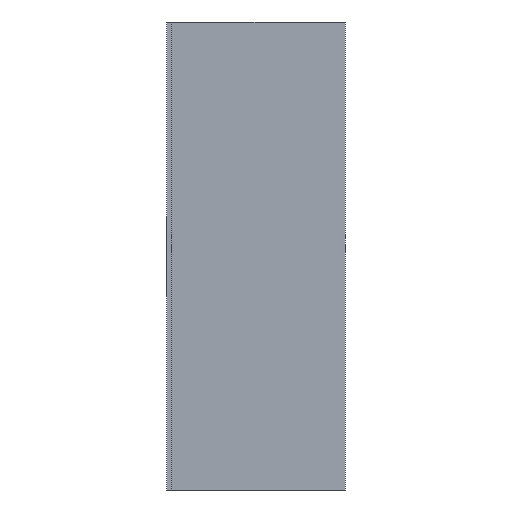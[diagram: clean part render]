
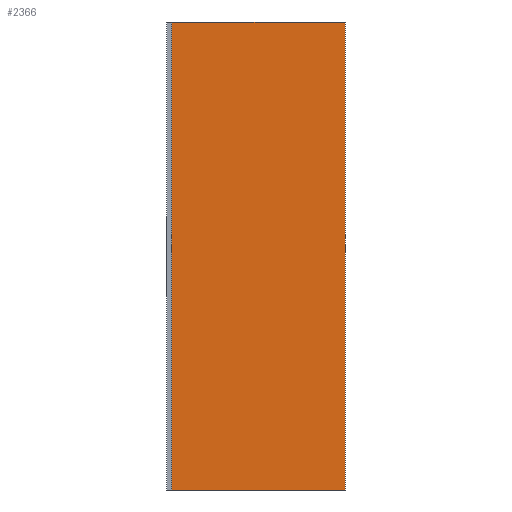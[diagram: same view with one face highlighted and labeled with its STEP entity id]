
A CAD part, left-side view. The second image highlights one B-rep face of the part: STEP entity #2366.
In plain terms, the highlighted planar face has unit normal (-1, 0, 0).
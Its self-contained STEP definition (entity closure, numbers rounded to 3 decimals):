
#90 = FACE_OUTER_BOUND ( 'NONE', #1054, .T. ) ;
#183 = ORIENTED_EDGE ( 'NONE', *, *, #3274, .F. ) ;
#221 = VERTEX_POINT ( 'NONE', #2204 ) ;
#318 = CARTESIAN_POINT ( 'NONE',  ( -0.041, 0.614, -1.7 ) ) ;
#351 = DIRECTION ( 'NONE',  ( 0., 1., 0. ) ) ;
#367 = CARTESIAN_POINT ( 'NONE',  ( -0.041, 0., -1.7 ) ) ;
#412 = ORIENTED_EDGE ( 'NONE', *, *, #2331, .T. ) ;
#761 = ORIENTED_EDGE ( 'NONE', *, *, #2362, .F. ) ;
#804 = DIRECTION ( 'NONE',  ( 0., 0., 1. ) ) ;
#909 = LINE ( 'NONE', #2263, #3158 ) ;
#994 = LINE ( 'NONE', #2530, #1167 ) ;
#1054 = EDGE_LOOP ( 'NONE', ( #3044, #183, #761, #412 ) ) ;
#1167 = VECTOR ( 'NONE', #1240, 1000. ) ;
#1240 = DIRECTION ( 'NONE',  ( 0., 1., 0. ) ) ;
#1302 = VERTEX_POINT ( 'NONE', #2997 ) ;
#1341 = VECTOR ( 'NONE', #3299, 1000. ) ;
#1369 = LINE ( 'NONE', #1618, #1724 ) ;
#1618 = CARTESIAN_POINT ( 'NONE',  ( -0.041, 0.614, -1.7 ) ) ;
#1678 = CARTESIAN_POINT ( 'NONE',  ( -0.041, 0.614, 0. ) ) ;
#1683 = EDGE_CURVE ( 'NONE', #1302, #2481, #994, .T. ) ;
#1724 = VECTOR ( 'NONE', #804, 1000. ) ;
#1906 = AXIS2_PLACEMENT_3D ( 'NONE', #367, #3410, #2860 ) ;
#1993 = PLANE ( 'NONE',  #1906 ) ;
#2005 = VERTEX_POINT ( 'NONE', #318 ) ;
#2070 = LINE ( 'NONE', #3162, #1341 ) ;
#2204 = CARTESIAN_POINT ( 'NONE',  ( -0.041, -0.018, -1.7 ) ) ;
#2263 = CARTESIAN_POINT ( 'NONE',  ( -0.041, 0., -1.7 ) ) ;
#2331 = EDGE_CURVE ( 'NONE', #221, #1302, #2070, .T. ) ;
#2362 = EDGE_CURVE ( 'NONE', #221, #2005, #909, .T. ) ;
#2366 = ADVANCED_FACE ( 'NONE', ( #90 ), #1993, .F. ) ;
#2481 = VERTEX_POINT ( 'NONE', #1678 ) ;
#2530 = CARTESIAN_POINT ( 'NONE',  ( -0.041, 0., 0. ) ) ;
#2860 = DIRECTION ( 'NONE',  ( 0., 0., -1. ) ) ;
#2997 = CARTESIAN_POINT ( 'NONE',  ( -0.041, -0.018, 0. ) ) ;
#3044 = ORIENTED_EDGE ( 'NONE', *, *, #1683, .T. ) ;
#3158 = VECTOR ( 'NONE', #351, 1000. ) ;
#3162 = CARTESIAN_POINT ( 'NONE',  ( -0.041, -0.018, -1.7 ) ) ;
#3274 = EDGE_CURVE ( 'NONE', #2005, #2481, #1369, .T. ) ;
#3299 = DIRECTION ( 'NONE',  ( 0., 0., 1. ) ) ;
#3410 = DIRECTION ( 'NONE',  ( 1., 0., 0. ) ) ;
